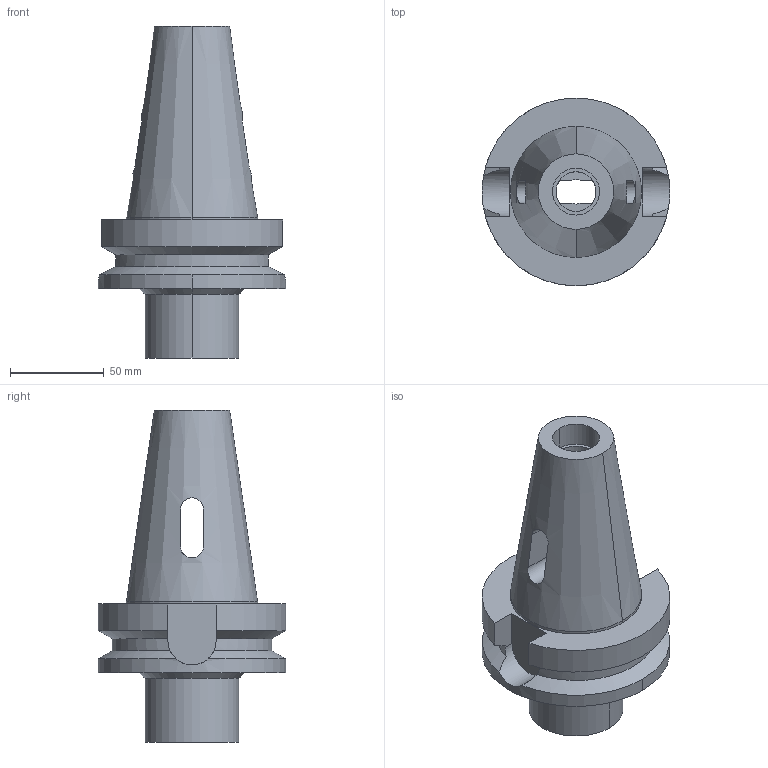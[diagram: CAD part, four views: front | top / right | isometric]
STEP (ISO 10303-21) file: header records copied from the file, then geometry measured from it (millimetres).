
FILE_DESCRIPTION((''),'2;1');
FILE_NAME('BBT50-MTA4-75','2018-08-23T',('ykawabe'),(''),'CREO PARAMETRIC BY PTC INC, 2016380','CREO PARAMETRIC BY PTC INC, 2016380','');
FILE_SCHEMA(('AUTOMOTIVE_DESIGN { 1 0 10303 214 1 1 1 1 }'));
Length unit declared in the file: millimetre
Products named in the file (1): BBT50-MTA4-75
Bounding box: 100 x 100 x 176.8 mm (x, y, z)
Volume: 464536.6 mm3; surface area: 65939.3 mm2
Topology: 1 solids, 1 shells, 56 faces, 168 edges, 116 vertices
Faces by surface type: cylinder 24, plane 20, cone 12
Entity records: 2856 total; most frequent: CARTESIAN_POINT 554, ORIENTED_EDGE 336, DIRECTION 328, PRESENTATION_STYLE_ASSIGNMENT 173, STYLED_ITEM 173, CURVE_STYLE 172, EDGE_CURVE 168, AXIS2_PLACEMENT_3D 129
